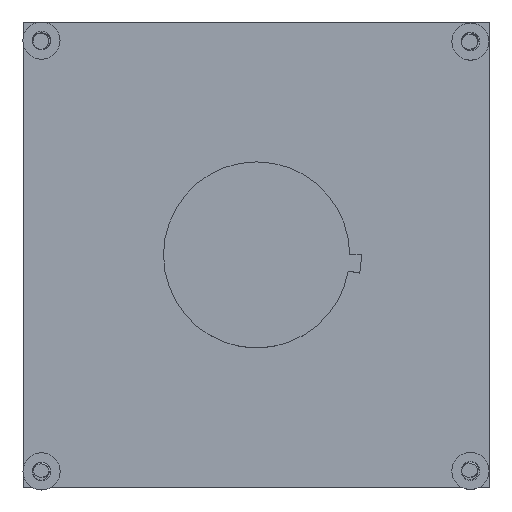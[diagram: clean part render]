
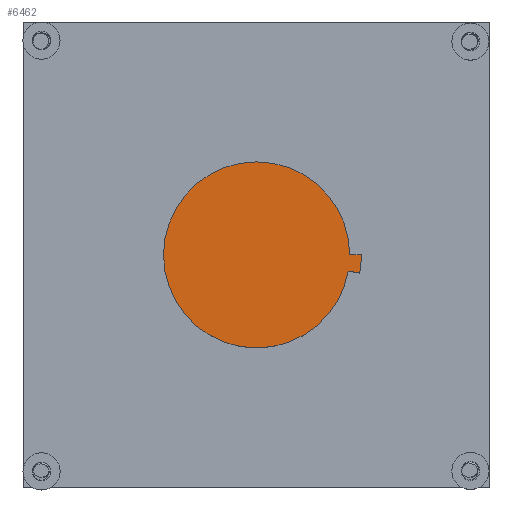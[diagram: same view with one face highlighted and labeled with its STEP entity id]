
A CAD part, top view. The second image highlights one B-rep face of the part: STEP entity #6462.
In plain terms, the highlighted face is planar.
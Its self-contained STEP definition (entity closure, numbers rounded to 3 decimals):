
#171=PLANE('',#7022);
#543=FACE_OUTER_BOUND('',#922,.T.);
#922=EDGE_LOOP('',(#5802,#5803,#5804,#5805,#5806));
#1003=CIRCLE('',#7016,22.5);
#1006=CIRCLE('',#7023,20.);
#1007=CIRCLE('',#7024,20.);
#1905=LINE('',#29018,#2206);
#1908=LINE('',#29023,#2209);
#2206=VECTOR('',#8173,10.);
#2209=VECTOR('',#8178,10.);
#2857=VERTEX_POINT('',#29002);
#2859=VERTEX_POINT('',#29005);
#2863=VERTEX_POINT('',#29017);
#2864=VERTEX_POINT('',#29021);
#2865=VERTEX_POINT('',#29025);
#3836=EDGE_CURVE('',#2857,#2859,#1003,.T.);
#3842=EDGE_CURVE('',#2859,#2863,#1905,.T.);
#3845=EDGE_CURVE('',#2864,#2857,#1908,.T.);
#3846=EDGE_CURVE('',#2863,#2865,#1006,.T.);
#3847=EDGE_CURVE('',#2865,#2864,#1007,.T.);
#5802=ORIENTED_EDGE('',*,*,#3846,.F.);
#5803=ORIENTED_EDGE('',*,*,#3842,.F.);
#5804=ORIENTED_EDGE('',*,*,#3836,.F.);
#5805=ORIENTED_EDGE('',*,*,#3845,.F.);
#5806=ORIENTED_EDGE('',*,*,#3847,.F.);
#6462=ADVANCED_FACE('',(#543),#171,.T.);
#7016=AXIS2_PLACEMENT_3D('',#29006,#8160,#8161);
#7022=AXIS2_PLACEMENT_3D('',#29024,#8179,#8180);
#7023=AXIS2_PLACEMENT_3D('',#29026,#8181,#8182);
#7024=AXIS2_PLACEMENT_3D('',#29027,#8183,#8184);
#8160=DIRECTION('center_axis',(0.,0.,
1.));
#8161=DIRECTION('ref_axis',(1.,0.,0.));
#8173=DIRECTION('',(-0.985,-0.174,0.));
#8178=DIRECTION('',(1.,0.,0.));
#8179=DIRECTION('center_axis',(0.,0.,-1.));
#8180=DIRECTION('ref_axis',(-1.,0.,0.));
#8181=DIRECTION('center_axis',(0.,0.,1.));
#8182=DIRECTION('ref_axis',(1.,0.,0.));
#8183=DIRECTION('center_axis',(0.,0.,1.));
#8184=DIRECTION('ref_axis',(1.,0.,0.));
#29002=CARTESIAN_POINT('',(122.5,0.,0.));
#29005=CARTESIAN_POINT('',(122.158,3.907,0.));
#29006=CARTESIAN_POINT('Origin',(100.,0.,
0.));
#29017=CARTESIAN_POINT('',(119.696,3.473,0.));
#29018=CARTESIAN_POINT('',(119.696,3.473,0.));
#29021=CARTESIAN_POINT('',(120.,0.,0.));
#29023=CARTESIAN_POINT('',(120.,0.,0.));
#29024=CARTESIAN_POINT('Origin',(120.,0.,0.));
#29025=CARTESIAN_POINT('',(80.,0.,0.));
#29026=CARTESIAN_POINT('Origin',(100.,0.,0.));
#29027=CARTESIAN_POINT('Origin',(100.,0.,0.));
